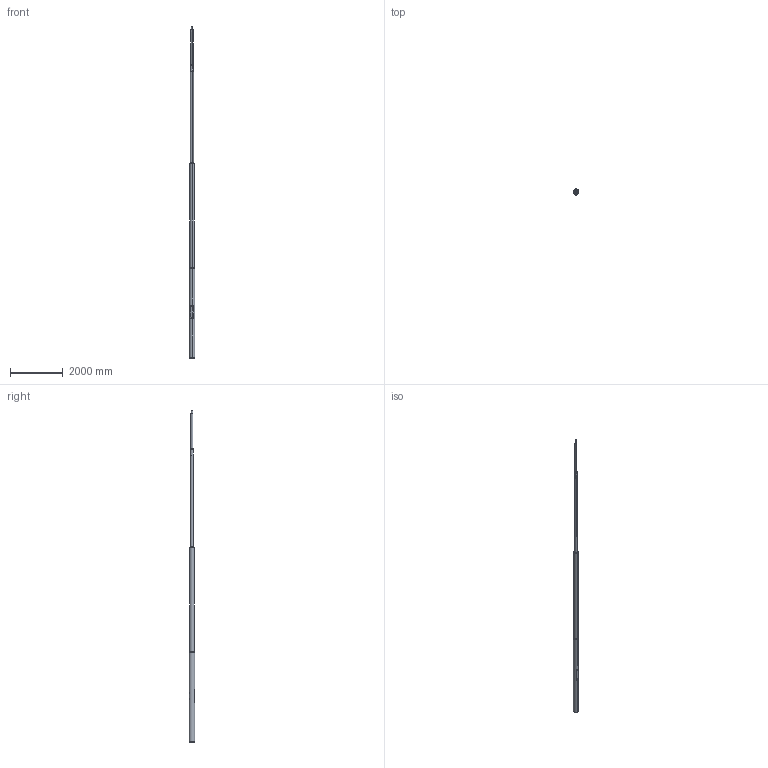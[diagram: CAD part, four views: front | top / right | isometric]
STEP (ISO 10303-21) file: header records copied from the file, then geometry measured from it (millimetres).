
FILE_DESCRIPTION (( 'STEP AP214' ), '1' );
FILE_NAME ('110340KGXS S200C212O 4608103 S-VARTINEN OLAKEPYLVÄS_3D.step', '2022-05-28T14:41:32', ( '' ), ( '' ), 'SwSTEP 2.0', 'SolidWorks 2021', '' );
FILE_SCHEMA (( 'AUTOMOTIVE_DESIGN' ));
Length unit declared in the file: millimetre
Products named in the file (16): S-OLAKEVARREN AIHIO_S200BO; 168,3X4,0 PYÖREÄPUTKI-VÄLI_219-168-114 VŽLIPUTKI TASATYVI-4000; YKSI R_KYTKENTÄAUKON LUUKKU_LUUKKU D219,1; SOVITERENGAS OLAKEVARSI_SOVITERENGAS D76-D114; 219,1X4,5 PYÖREÄPUTKI-TYVI_219,1X4,5 TYVIPUTKI TASALATVA-3400; socket set screw cone point_din_DIN 914 - M10 x 25-N; LATTA 5X16X460 KYTKENTÄAUKON VAHVIKE_C 1; socket set screw cone point_din_DIN 914 - M10 x 30-N; OLAKERUNKO_C212O; S-OLAKEVARSI_S200BO; socket head cap screw_din_DIN 912 M6 x 16 --- 16N; SOVITERENGAS SORVATTU_D219-D168; 110340KGXS S200C212O 4608103 S-VARTINEN OLAKEPYLVÄS_3D; KYTKENTÄAUKON LATTARAUTA_LATTA 4X20X150; 114,3X3,6 PY烼E鵬UTKI-LATVA_114,3X3,6 LATVAPUTKI-3700; OLAKEVARREN LATTA_LATTA 3X14X200
Assembly tree (23 placements, depth 3):
  110340KGXS S200C212O 4608103 S-VARTINEN OLAKEPYLVÄS_3D
    OLAKERUNKO_C212O
      219,1X4,5 PYÖREÄPUTKI-TYVI_219,1X4,5 TYVIPUTKI TASALATVA-3400
      SOVITERENGAS SORVATTU_D219-D168
      168,3X4,0 PYÖREÄPUTKI-VÄLI_219-168-114 VŽLIPUTKI TASATYVI-4000
      114,3X3,6 PY烼E鵬UTKI-LATVA_114,3X3,6 LATVAPUTKI-3700
      socket set screw cone point_din_DIN 914 - M10 x 30-N
      socket set screw cone point_din_DIN 914 - M10 x 25-N  x2
      YKSI R_KYTKENTÄAUKON LUUKKU_LUUKKU D219,1
      socket head cap screw_din_DIN 912 M6 x 16 --- 16N  x4
      KYTKENTÄAUKON LATTARAUTA_LATTA 4X20X150  x2
      LATTA 5X16X460 KYTKENTÄAUKON VAHVIKE_C 1  x2
    S-OLAKEVARSI_S200BO
      S-OLAKEVARREN AIHIO_S200BO
      SOVITERENGAS OLAKEVARSI_SOVITERENGAS D76-D114
      OLAKEVARREN LATTA_LATTA 3X14X200  x3
Bounding box: 219.1 x 226.6 x 12600 mm (x, y, z)
Volume: 24921857.1 mm3; surface area: 12336215.1 mm2
Topology: 21 solids, 21 shells, 341 faces, 796 edges, 488 vertices
Faces by surface type: plane 159, cylinder 94, cone 64, torus 22, bspline 2
Entity records: 8936 total; most frequent: CARTESIAN_POINT 3046, DIRECTION 1126, ORIENTED_EDGE 1068, EDGE_CURVE 534, AXIS2_PLACEMENT_3D 425, VERTEX_POINT 333, VECTOR 276, LINE 276
